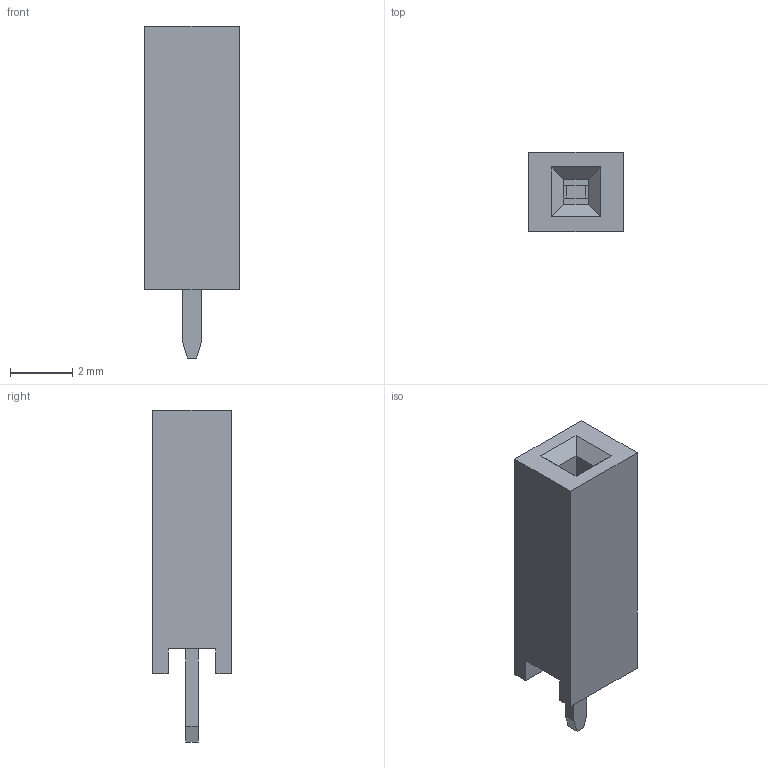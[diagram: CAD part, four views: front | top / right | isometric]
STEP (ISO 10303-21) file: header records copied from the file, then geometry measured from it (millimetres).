
FILE_DESCRIPTION (( 'STEP AP214' ), '1' );
FILE_NAME ('PBS-1.STEP', '2020-06-05T13:39:58', ( 'Elessar' ), ( '' ), 'SwSTEP 2.0', 'SolidWorks 2018', '' );
FILE_SCHEMA (( 'AUTOMOTIVE_DESIGN' ));
Length unit declared in the file: millimetre
Products named in the file (1): PBS-1
Bounding box: 3.04 x 2.54 x 10.7 mm (x, y, z)
Volume: 58.2 mm3; surface area: 142.6 mm2
Topology: 1 solids, 1 shells, 34 faces, 86 edges, 56 vertices
Faces by surface type: plane 34
Entity records: 1186 total; most frequent: CARTESIAN_POINT 177, ORIENTED_EDGE 172, DIRECTION 156, EDGE_CURVE 86, LINE 86, VECTOR 86, VERTEX_POINT 56, EDGE_LOOP 36
